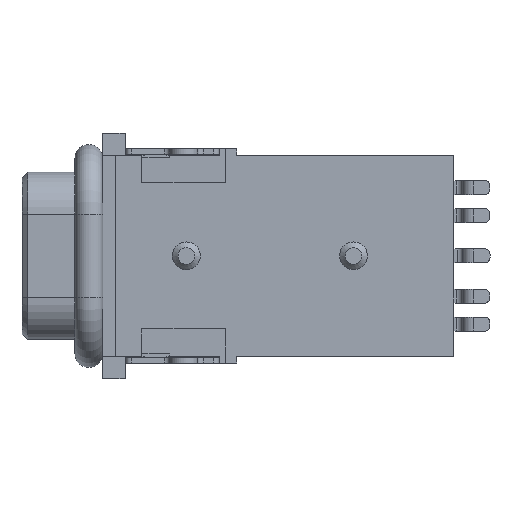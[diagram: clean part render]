
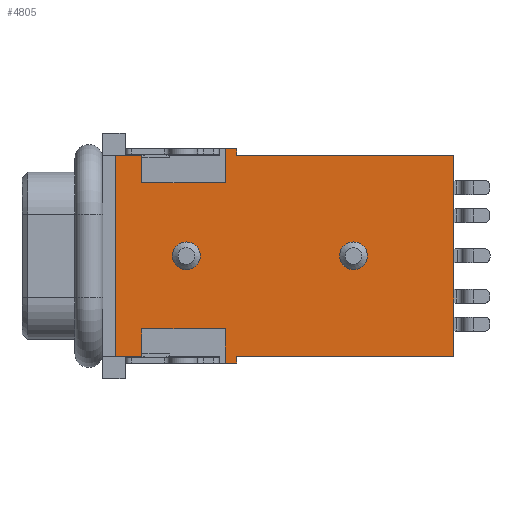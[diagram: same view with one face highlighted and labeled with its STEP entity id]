
A CAD part, top view. The second image highlights one B-rep face of the part: STEP entity #4805.
In plain terms, the highlighted planar face has unit normal (0, 0, 1).
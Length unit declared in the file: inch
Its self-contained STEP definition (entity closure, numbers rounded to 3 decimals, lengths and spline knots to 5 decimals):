
#165=FACE_BOUND('',#748,.T.);
#166=FACE_BOUND('',#749,.T.);
#256=PLANE('',#5222);
#485=FACE_OUTER_BOUND('',#747,.T.);
#747=EDGE_LOOP('',(#4051,#4052,#4053,#4054,#4055,#4056,#4057,#4058,#4059,
#4060,#4061,#4062,#4063,#4064,#4065,#4066,#4067,#4068,#4069,#4070));
#748=EDGE_LOOP('',(#4071));
#749=EDGE_LOOP('',(#4072));
#1055=LINE('',#7398,#1559);
#1151=LINE('',#7648,#1655);
#1153=LINE('',#7652,#1657);
#1159=LINE('',#7662,#1663);
#1160=LINE('',#7666,#1664);
#1161=LINE('',#7667,#1665);
#1162=LINE('',#7669,#1666);
#1163=LINE('',#7671,#1667);
#1164=LINE('',#7673,#1668);
#1165=LINE('',#7675,#1669);
#1166=LINE('',#7677,#1670);
#1167=LINE('',#7679,#1671);
#1168=LINE('',#7681,#1672);
#1169=LINE('',#7683,#1673);
#1170=LINE('',#7685,#1674);
#1171=LINE('',#7687,#1675);
#1172=LINE('',#7689,#1676);
#1173=LINE('',#7691,#1677);
#1174=LINE('',#7693,#1678);
#1175=LINE('',#7694,#1679);
#1559=VECTOR('',#6004,39.37008);
#1655=VECTOR('',#6262,39.37008);
#1657=VECTOR('',#6266,39.37008);
#1663=VECTOR('',#6274,39.37008);
#1664=VECTOR('',#6277,39.37008);
#1665=VECTOR('',#6278,39.37008);
#1666=VECTOR('',#6279,39.37008);
#1667=VECTOR('',#6280,39.37008);
#1668=VECTOR('',#6281,39.37008);
#1669=VECTOR('',#6282,39.37008);
#1670=VECTOR('',#6283,39.37008);
#1671=VECTOR('',#6284,39.37008);
#1672=VECTOR('',#6285,39.37008);
#1673=VECTOR('',#6286,39.37008);
#1674=VECTOR('',#6287,39.37008);
#1675=VECTOR('',#6288,39.37008);
#1676=VECTOR('',#6289,39.37008);
#1677=VECTOR('',#6290,39.37008);
#1678=VECTOR('',#6291,39.37008);
#1679=VECTOR('',#6292,39.37008);
#1955=CIRCLE('',#5112,0.01969);
#1958=CIRCLE('',#5117,0.01969);
#2248=VERTEX_POINT('',#7320);
#2251=VERTEX_POINT('',#7330);
#2274=VERTEX_POINT('',#7396);
#2275=VERTEX_POINT('',#7397);
#2348=VERTEX_POINT('',#7647);
#2349=VERTEX_POINT('',#7651);
#2352=VERTEX_POINT('',#7660);
#2353=VERTEX_POINT('',#7664);
#2354=VERTEX_POINT('',#7665);
#2355=VERTEX_POINT('',#7668);
#2356=VERTEX_POINT('',#7670);
#2357=VERTEX_POINT('',#7672);
#2358=VERTEX_POINT('',#7674);
#2359=VERTEX_POINT('',#7676);
#2360=VERTEX_POINT('',#7678);
#2361=VERTEX_POINT('',#7680);
#2362=VERTEX_POINT('',#7682);
#2363=VERTEX_POINT('',#7684);
#2364=VERTEX_POINT('',#7686);
#2365=VERTEX_POINT('',#7688);
#2366=VERTEX_POINT('',#7690);
#2367=VERTEX_POINT('',#7692);
#2777=EDGE_CURVE('',#2248,#2248,#1955,.T.);
#2782=EDGE_CURVE('',#2251,#2251,#1958,.T.);
#2816=EDGE_CURVE('',#2274,#2275,#1055,.T.);
#2944=EDGE_CURVE('',#2348,#2274,#1151,.T.);
#2946=EDGE_CURVE('',#2348,#2349,#1153,.T.);
#2952=EDGE_CURVE('',#2349,#2352,#1159,.T.);
#2953=EDGE_CURVE('',#2353,#2354,#1160,.T.);
#2954=EDGE_CURVE('',#2354,#2275,#1161,.T.);
#2955=EDGE_CURVE('',#2352,#2355,#1162,.T.);
#2956=EDGE_CURVE('',#2355,#2356,#1163,.T.);
#2957=EDGE_CURVE('',#2356,#2357,#1164,.T.);
#2958=EDGE_CURVE('',#2357,#2358,#1165,.T.);
#2959=EDGE_CURVE('',#2358,#2359,#1166,.T.);
#2960=EDGE_CURVE('',#2359,#2360,#1167,.T.);
#2961=EDGE_CURVE('',#2360,#2361,#1168,.T.);
#2962=EDGE_CURVE('',#2361,#2362,#1169,.T.);
#2963=EDGE_CURVE('',#2362,#2363,#1170,.T.);
#2964=EDGE_CURVE('',#2363,#2364,#1171,.T.);
#2965=EDGE_CURVE('',#2364,#2365,#1172,.T.);
#2966=EDGE_CURVE('',#2365,#2366,#1173,.T.);
#2967=EDGE_CURVE('',#2366,#2367,#1174,.T.);
#2968=EDGE_CURVE('',#2367,#2353,#1175,.T.);
#4051=ORIENTED_EDGE('',*,*,#2953,.T.);
#4052=ORIENTED_EDGE('',*,*,#2954,.T.);
#4053=ORIENTED_EDGE('',*,*,#2816,.F.);
#4054=ORIENTED_EDGE('',*,*,#2944,.F.);
#4055=ORIENTED_EDGE('',*,*,#2946,.T.);
#4056=ORIENTED_EDGE('',*,*,#2952,.T.);
#4057=ORIENTED_EDGE('',*,*,#2955,.T.);
#4058=ORIENTED_EDGE('',*,*,#2956,.T.);
#4059=ORIENTED_EDGE('',*,*,#2957,.T.);
#4060=ORIENTED_EDGE('',*,*,#2958,.T.);
#4061=ORIENTED_EDGE('',*,*,#2959,.T.);
#4062=ORIENTED_EDGE('',*,*,#2960,.T.);
#4063=ORIENTED_EDGE('',*,*,#2961,.T.);
#4064=ORIENTED_EDGE('',*,*,#2962,.T.);
#4065=ORIENTED_EDGE('',*,*,#2963,.T.);
#4066=ORIENTED_EDGE('',*,*,#2964,.T.);
#4067=ORIENTED_EDGE('',*,*,#2965,.T.);
#4068=ORIENTED_EDGE('',*,*,#2966,.T.);
#4069=ORIENTED_EDGE('',*,*,#2967,.T.);
#4070=ORIENTED_EDGE('',*,*,#2968,.T.);
#4071=ORIENTED_EDGE('',*,*,#2777,.T.);
#4072=ORIENTED_EDGE('',*,*,#2782,.T.);
#4805=ADVANCED_FACE('',(#485,#165,#166),#256,.F.);
#5112=AXIS2_PLACEMENT_3D('',#7321,#5927,#5928);
#5117=AXIS2_PLACEMENT_3D('',#7331,#5939,#5940);
#5222=AXIS2_PLACEMENT_3D('',#7663,#6275,#6276);
#5927=DIRECTION('center_axis',(0.,0.,-1.));
#5928=DIRECTION('ref_axis',(1.,0.,0.));
#5939=DIRECTION('center_axis',(0.,0.,-1.));
#5940=DIRECTION('ref_axis',(1.,0.,0.));
#6004=DIRECTION('',(0.,-1.,0.));
#6262=DIRECTION('',(1.,0.,0.));
#6266=DIRECTION('',(0.,1.,0.));
#6274=DIRECTION('',(-1.,0.,0.));
#6275=DIRECTION('center_axis',(0.,0.,-1.));
#6276=DIRECTION('ref_axis',(-1.,0.,0.));
#6277=DIRECTION('',(0.,1.,0.));
#6278=DIRECTION('',(1.,0.,0.));
#6279=DIRECTION('',(0.,-1.,0.));
#6280=DIRECTION('',(-1.,0.,0.));
#6281=DIRECTION('',(0.,1.,0.));
#6282=DIRECTION('',(-1.,0.,0.));
#6283=DIRECTION('',(0.,-1.,0.));
#6284=DIRECTION('',(-1.,0.,0.));
#6285=DIRECTION('',(0.,-1.,0.));
#6286=DIRECTION('',(1.,0.,0.));
#6287=DIRECTION('',(0.,-1.,0.));
#6288=DIRECTION('',(1.,0.,0.));
#6289=DIRECTION('',(0.,1.,0.));
#6290=DIRECTION('',(1.,0.,0.));
#6291=DIRECTION('',(0.,-1.,0.));
#6292=DIRECTION('',(1.,0.,0.));
#7320=CARTESIAN_POINT('',(-0.16142,-0.14173,0.));
#7321=CARTESIAN_POINT('Origin',(-0.14173,-0.14173,0.));
#7330=CARTESIAN_POINT('',(-0.39764,-0.14173,0.));
#7331=CARTESIAN_POINT('Origin',(-0.37795,-0.14173,0.));
#7396=CARTESIAN_POINT('',(0.,0.,0.));
#7397=CARTESIAN_POINT('',(0.,-0.28346,0.));
#7398=CARTESIAN_POINT('',(0.,0.,0.));
#7647=CARTESIAN_POINT('',(-0.30709,0.,0.));
#7648=CARTESIAN_POINT('',(-0.30709,0.,0.));
#7651=CARTESIAN_POINT('',(-0.30709,0.00984,0.));
#7652=CARTESIAN_POINT('',(-0.30709,0.,0.));
#7660=CARTESIAN_POINT('',(-0.32283,0.00984,0.));
#7662=CARTESIAN_POINT('',(-0.30709,0.00984,0.));
#7663=CARTESIAN_POINT('Origin',(0.,0.18143,0.));
#7664=CARTESIAN_POINT('',(-0.30709,-0.29331,0.));
#7665=CARTESIAN_POINT('',(-0.30709,-0.28346,0.));
#7666=CARTESIAN_POINT('',(-0.30709,-0.29331,0.));
#7667=CARTESIAN_POINT('',(-0.30709,-0.28346,0.));
#7668=CARTESIAN_POINT('',(-0.32283,-0.03858,0.));
#7669=CARTESIAN_POINT('',(-0.32283,0.00984,0.));
#7670=CARTESIAN_POINT('',(-0.44094,-0.03858,0.));
#7671=CARTESIAN_POINT('',(-0.32283,-0.03858,0.));
#7672=CARTESIAN_POINT('',(-0.44094,0.00079,0.));
#7673=CARTESIAN_POINT('',(-0.44094,-0.03858,0.));
#7674=CARTESIAN_POINT('',(-0.46457,0.00079,0.));
#7675=CARTESIAN_POINT('',(-0.44094,0.00079,0.));
#7676=CARTESIAN_POINT('',(-0.46457,0.,0.));
#7677=CARTESIAN_POINT('',(-0.46457,0.00079,0.));
#7678=CARTESIAN_POINT('',(-0.47835,0.,0.));
#7679=CARTESIAN_POINT('',(-0.46457,0.,0.));
#7680=CARTESIAN_POINT('',(-0.47835,-0.28346,0.));
#7681=CARTESIAN_POINT('',(-0.47835,0.,0.));
#7682=CARTESIAN_POINT('',(-0.46457,-0.28346,0.));
#7683=CARTESIAN_POINT('',(-0.47835,-0.28346,0.));
#7684=CARTESIAN_POINT('',(-0.46457,-0.28425,0.));
#7685=CARTESIAN_POINT('',(-0.46457,-0.28346,0.));
#7686=CARTESIAN_POINT('',(-0.44094,-0.28425,0.));
#7687=CARTESIAN_POINT('',(-0.46457,-0.28425,0.));
#7688=CARTESIAN_POINT('',(-0.44094,-0.24488,0.));
#7689=CARTESIAN_POINT('',(-0.44094,-0.28425,0.));
#7690=CARTESIAN_POINT('',(-0.32283,-0.24488,0.));
#7691=CARTESIAN_POINT('',(-0.44094,-0.24488,0.));
#7692=CARTESIAN_POINT('',(-0.32283,-0.29331,0.));
#7693=CARTESIAN_POINT('',(-0.32283,-0.24488,0.));
#7694=CARTESIAN_POINT('',(-0.32283,-0.29331,0.));
